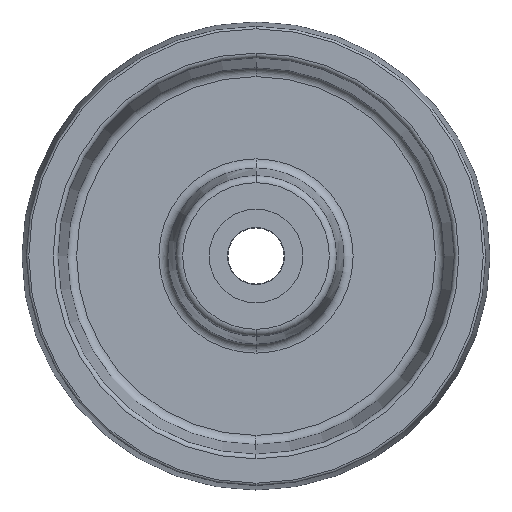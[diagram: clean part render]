
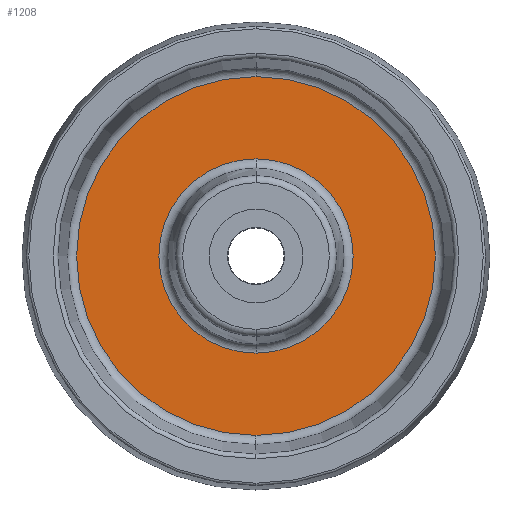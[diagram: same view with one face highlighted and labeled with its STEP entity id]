
A CAD part, left-side view. The second image highlights one B-rep face of the part: STEP entity #1208.
In plain terms, the highlighted planar face has unit normal (-1, 0, 0).
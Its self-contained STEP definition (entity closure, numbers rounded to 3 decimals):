
#151 = DIRECTION ( 'NONE',  ( 0., 0., 1. ) ) ;
#184 = ORIENTED_EDGE ( 'NONE', *, *, #596, .T. ) ;
#188 = AXIS2_PLACEMENT_3D ( 'NONE', #935, #1478, #151 ) ;
#322 = PLANE ( 'NONE',  #859 ) ;
#480 = ORIENTED_EDGE ( 'NONE', *, *, #1580, .T. ) ;
#494 = EDGE_CURVE ( 'NONE', #525, #1590, #2450, .T. ) ;
#525 = VERTEX_POINT ( 'NONE', #1653 ) ;
#531 = AXIS2_PLACEMENT_3D ( 'NONE', #2436, #1136, #1848 ) ;
#557 = CARTESIAN_POINT ( 'NONE',  ( -3., 40., 0. ) ) ;
#596 = EDGE_CURVE ( 'NONE', #1590, #525, #1980, .T. ) ;
#676 = FACE_BOUND ( 'NONE', #1824, .T. ) ;
#747 = DIRECTION ( 'NONE',  ( 0., 0., 1. ) ) ;
#789 = EDGE_CURVE ( 'NONE', #2300, #1381, #1602, .T. ) ;
#859 = AXIS2_PLACEMENT_3D ( 'NONE', #557, #2077, #747 ) ;
#894 = CARTESIAN_POINT ( 'NONE',  ( -3., 0., 38.326 ) ) ;
#935 = CARTESIAN_POINT ( 'NONE',  ( -3., 0., 0. ) ) ;
#1088 = CARTESIAN_POINT ( 'NONE',  ( -3., 0., 0. ) ) ;
#1111 = CARTESIAN_POINT ( 'NONE',  ( -3., 0., 20.766 ) ) ;
#1136 = DIRECTION ( 'NONE',  ( -1., 0., 0. ) ) ;
#1187 = FACE_OUTER_BOUND ( 'NONE', #1820, .T. ) ;
#1208 = ADVANCED_FACE ( 'NONE', ( #676, #1187 ), #322, .T. ) ;
#1286 = AXIS2_PLACEMENT_3D ( 'NONE', #1088, #2430, #2419 ) ;
#1304 = AXIS2_PLACEMENT_3D ( 'NONE', #2309, #1722, #1380 ) ;
#1377 = ORIENTED_EDGE ( 'NONE', *, *, #494, .T. ) ;
#1380 = DIRECTION ( 'NONE',  ( 0., 0., 1. ) ) ;
#1381 = VERTEX_POINT ( 'NONE', #894 ) ;
#1478 = DIRECTION ( 'NONE',  ( 1., 0., 0. ) ) ;
#1536 = CARTESIAN_POINT ( 'NONE',  ( -3., 0., -38.326 ) ) ;
#1580 = EDGE_CURVE ( 'NONE', #1381, #2300, #1939, .T. ) ;
#1590 = VERTEX_POINT ( 'NONE', #1111 ) ;
#1602 = CIRCLE ( 'NONE', #1304, 38.326 ) ;
#1653 = CARTESIAN_POINT ( 'NONE',  ( -3., 0., -20.766 ) ) ;
#1722 = DIRECTION ( 'NONE',  ( -1., 0., 0. ) ) ;
#1820 = EDGE_LOOP ( 'NONE', ( #480, #1872 ) ) ;
#1824 = EDGE_LOOP ( 'NONE', ( #184, #1377 ) ) ;
#1848 = DIRECTION ( 'NONE',  ( 0., 0., 1. ) ) ;
#1872 = ORIENTED_EDGE ( 'NONE', *, *, #789, .T. ) ;
#1939 = CIRCLE ( 'NONE', #531, 38.326 ) ;
#1980 = CIRCLE ( 'NONE', #188, 20.766 ) ;
#2077 = DIRECTION ( 'NONE',  ( -1., 0., 0. ) ) ;
#2300 = VERTEX_POINT ( 'NONE', #1536 ) ;
#2309 = CARTESIAN_POINT ( 'NONE',  ( -3., 0., 0. ) ) ;
#2419 = DIRECTION ( 'NONE',  ( 0., 0., 1. ) ) ;
#2430 = DIRECTION ( 'NONE',  ( 1., 0., 0. ) ) ;
#2436 = CARTESIAN_POINT ( 'NONE',  ( -3., 0., 0. ) ) ;
#2450 = CIRCLE ( 'NONE', #1286, 20.766 ) ;
